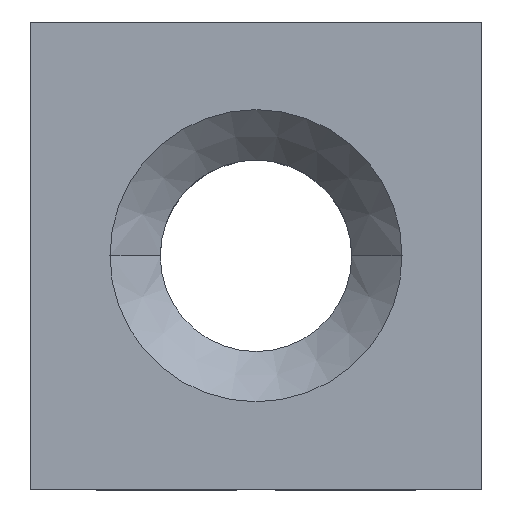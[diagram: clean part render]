
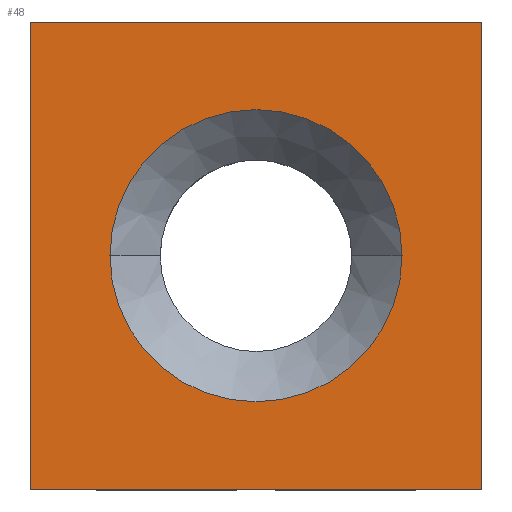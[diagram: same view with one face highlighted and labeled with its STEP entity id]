
A CAD part, top view. The second image highlights one B-rep face of the part: STEP entity #48.
In plain terms, the highlighted planar face has unit normal (0, 0, 1).
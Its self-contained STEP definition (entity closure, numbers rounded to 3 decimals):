
#7 = FACE_OUTER_BOUND ( 'NONE', #1141, .T. ) ;
#48 = ADVANCED_FACE ( 'NONE', ( #1351, #7 ), #1004, .F. ) ;
#51 = EDGE_CURVE ( 'NONE', #1179, #992, #1046, .T. ) ;
#148 = DIRECTION ( 'NONE',  ( 0., 0., -1. ) ) ;
#159 = CARTESIAN_POINT ( 'NONE',  ( -5.8, -6., 0. ) ) ;
#163 = DIRECTION ( 'NONE',  ( 0., 0., -1. ) ) ;
#174 = ORIENTED_EDGE ( 'NONE', *, *, #533, .F. ) ;
#205 = CARTESIAN_POINT ( 'NONE',  ( -3.75, 0., 0. ) ) ;
#233 = EDGE_CURVE ( 'NONE', #260, #672, #246, .T. ) ;
#234 = ORIENTED_EDGE ( 'NONE', *, *, #831, .T. ) ;
#246 = LINE ( 'NONE', #444, #749 ) ;
#260 = VERTEX_POINT ( 'NONE', #960 ) ;
#277 = DIRECTION ( 'NONE',  ( -1., 0., 0. ) ) ;
#341 = VERTEX_POINT ( 'NONE', #682 ) ;
#342 = AXIS2_PLACEMENT_3D ( 'NONE', #367, #373, #1084 ) ;
#367 = CARTESIAN_POINT ( 'NONE',  ( 0., 0., 0. ) ) ;
#373 = DIRECTION ( 'NONE',  ( 0., 0., -1. ) ) ;
#391 = CARTESIAN_POINT ( 'NONE',  ( 5.8, 6., 0. ) ) ;
#444 = CARTESIAN_POINT ( 'NONE',  ( 5.8, 6., 0. ) ) ;
#453 = ORIENTED_EDGE ( 'NONE', *, *, #734, .T. ) ;
#482 = CARTESIAN_POINT ( 'NONE',  ( 5.8, -6., 0. ) ) ;
#490 = CIRCLE ( 'NONE', #342, 3.75 ) ;
#491 = VECTOR ( 'NONE', #737, 1000. ) ;
#525 = VECTOR ( 'NONE', #1252, 1000. ) ;
#527 = VERTEX_POINT ( 'NONE', #205 ) ;
#533 = EDGE_CURVE ( 'NONE', #672, #1179, #1275, .T. ) ;
#633 = CARTESIAN_POINT ( 'NONE',  ( 5.8, -6., 0. ) ) ;
#634 = CARTESIAN_POINT ( 'NONE',  ( -5.8, 6., 0. ) ) ;
#672 = VERTEX_POINT ( 'NONE', #482 ) ;
#682 = CARTESIAN_POINT ( 'NONE',  ( 3.75, 0., 0. ) ) ;
#734 = EDGE_CURVE ( 'NONE', #341, #527, #490, .T. ) ;
#736 = AXIS2_PLACEMENT_3D ( 'NONE', #1108, #148, #1323 ) ;
#737 = DIRECTION ( 'NONE',  ( 0., 1., 0. ) ) ;
#749 = VECTOR ( 'NONE', #1184, 1000. ) ;
#831 = EDGE_CURVE ( 'NONE', #527, #341, #879, .T. ) ;
#848 = LINE ( 'NONE', #890, #1348 ) ;
#855 = EDGE_CURVE ( 'NONE', #260, #992, #848, .T. ) ;
#879 = CIRCLE ( 'NONE', #736, 3.75 ) ;
#890 = CARTESIAN_POINT ( 'NONE',  ( 5.8, 6., 0. ) ) ;
#907 = DIRECTION ( 'NONE',  ( -1., 0., 0. ) ) ;
#958 = EDGE_LOOP ( 'NONE', ( #453, #234 ) ) ;
#960 = CARTESIAN_POINT ( 'NONE',  ( 5.8, 6., 0. ) ) ;
#992 = VERTEX_POINT ( 'NONE', #1341 ) ;
#1004 = PLANE ( 'NONE',  #1308 ) ;
#1046 = LINE ( 'NONE', #634, #491 ) ;
#1084 = DIRECTION ( 'NONE',  ( 1., 0., 0. ) ) ;
#1108 = CARTESIAN_POINT ( 'NONE',  ( 0., 0., 0. ) ) ;
#1141 = EDGE_LOOP ( 'NONE', ( #1162, #1251, #1336, #174 ) ) ;
#1162 = ORIENTED_EDGE ( 'NONE', *, *, #233, .F. ) ;
#1179 = VERTEX_POINT ( 'NONE', #159 ) ;
#1184 = DIRECTION ( 'NONE',  ( 0., -1., 0. ) ) ;
#1251 = ORIENTED_EDGE ( 'NONE', *, *, #855, .T. ) ;
#1252 = DIRECTION ( 'NONE',  ( -1., 0., 0. ) ) ;
#1275 = LINE ( 'NONE', #633, #525 ) ;
#1308 = AXIS2_PLACEMENT_3D ( 'NONE', #391, #163, #277 ) ;
#1323 = DIRECTION ( 'NONE',  ( 1., 0., 0. ) ) ;
#1336 = ORIENTED_EDGE ( 'NONE', *, *, #51, .F. ) ;
#1341 = CARTESIAN_POINT ( 'NONE',  ( -5.8, 6., 0. ) ) ;
#1348 = VECTOR ( 'NONE', #907, 1000. ) ;
#1351 = FACE_BOUND ( 'NONE', #958, .T. ) ;
